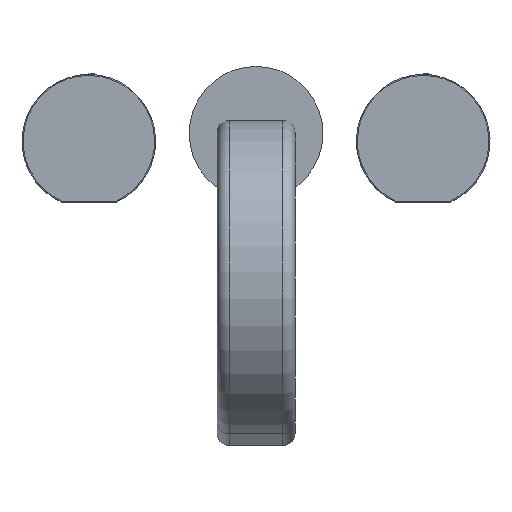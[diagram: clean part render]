
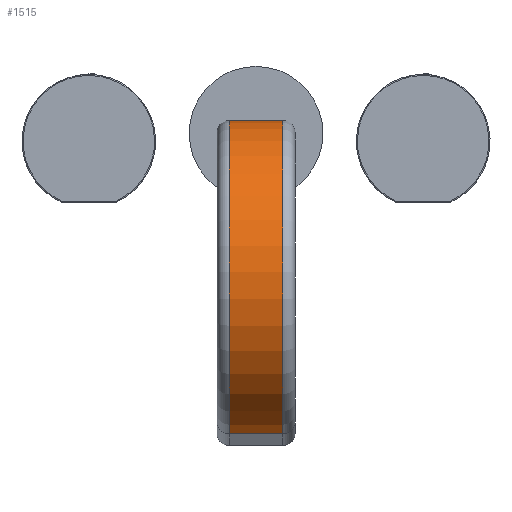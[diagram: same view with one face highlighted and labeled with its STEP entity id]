
A CAD part, top view. The second image highlights one B-rep face of the part: STEP entity #1515.
In plain terms, the highlighted cylindrical face has radius 71.5 mm (diameter 143 mm), a partial arc.
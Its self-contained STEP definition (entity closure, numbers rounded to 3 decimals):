
#74=CYLINDRICAL_SURFACE('',#1648,71.5);
#106=FACE_OUTER_BOUND('',#203,.T.);
#203=EDGE_LOOP('',(#1032,#1033,#1034,#1035));
#309=LINE('',#2365,#438);
#310=LINE('',#2370,#439);
#438=VECTOR('',#1859,24.);
#439=VECTOR('',#1864,24.);
#564=CIRCLE('',#1649,71.5);
#565=CIRCLE('',#1650,71.5);
#650=VERTEX_POINT('',#2346);
#655=VERTEX_POINT('',#2360);
#656=VERTEX_POINT('',#2367);
#657=VERTEX_POINT('',#2369);
#802=EDGE_CURVE('',#650,#655,#309,.T.);
#803=EDGE_CURVE('',#655,#656,#564,.T.);
#804=EDGE_CURVE('',#657,#656,#310,.T.);
#805=EDGE_CURVE('',#650,#657,#565,.T.);
#1032=ORIENTED_EDGE('',*,*,#802,.T.);
#1033=ORIENTED_EDGE('',*,*,#803,.T.);
#1034=ORIENTED_EDGE('',*,*,#804,.F.);
#1035=ORIENTED_EDGE('',*,*,#805,.F.);
#1515=ADVANCED_FACE('',(#106),#74,.T.);
#1648=AXIS2_PLACEMENT_3D('',#2366,#1860,#1861);
#1649=AXIS2_PLACEMENT_3D('',#2368,#1862,#1863);
#1650=AXIS2_PLACEMENT_3D('',#2371,#1865,#1866);
#1859=DIRECTION('',(-1.,0.,0.));
#1860=DIRECTION('center_axis',(1.,0.,0.));
#1861=DIRECTION('ref_axis',(0.,-1.,0.));
#1862=DIRECTION('center_axis',(1.,0.,0.));
#1863=DIRECTION('ref_axis',(0.,1.,0.));
#1864=DIRECTION('',(-1.,0.,0.));
#1865=DIRECTION('center_axis',(1.,0.,0.));
#1866=DIRECTION('ref_axis',(0.,1.,0.));
#2346=CARTESIAN_POINT('',(72.,7.697,146.661));
#2360=CARTESIAN_POINT('',(48.,7.697,146.661));
#2365=CARTESIAN_POINT('',(72.,7.697,146.661));
#2366=CARTESIAN_POINT('Origin',(59.,-63.803,146.661));
#2367=CARTESIAN_POINT('',(48.,-132.867,165.167));
#2368=CARTESIAN_POINT('Origin',(48.,-63.803,146.661));
#2369=CARTESIAN_POINT('',(72.,-132.867,165.167));
#2370=CARTESIAN_POINT('',(72.,-132.867,165.167));
#2371=CARTESIAN_POINT('Origin',(72.,-63.803,146.661));
